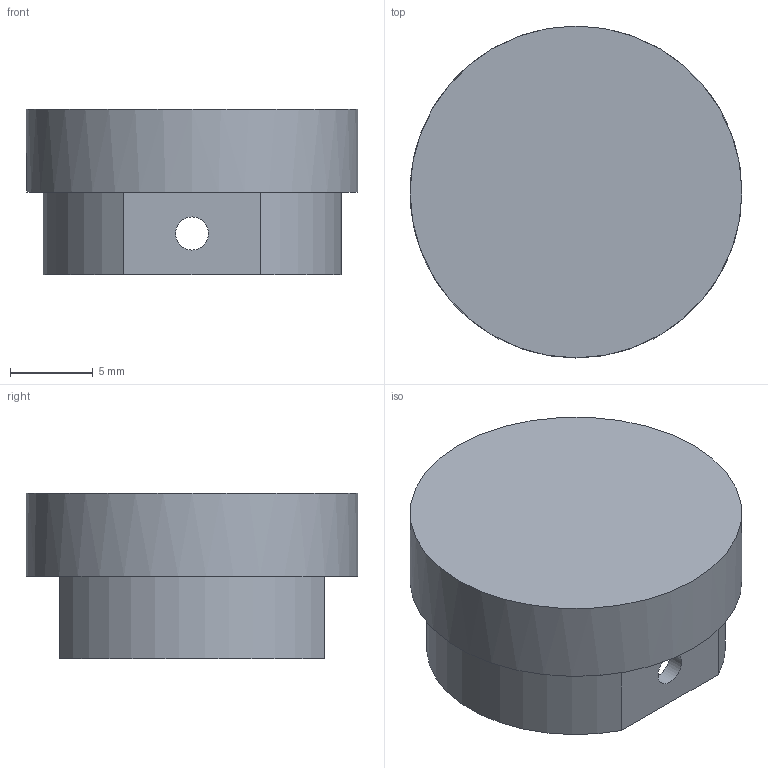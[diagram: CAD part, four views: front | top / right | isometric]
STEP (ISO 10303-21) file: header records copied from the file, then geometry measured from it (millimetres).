
FILE_DESCRIPTION(('FreeCAD Model'),'2;1');
FILE_NAME('Open CASCADE Shape Model','2024-03-29T20:03:12',(''),(''), 'Open CASCADE STEP processor 7.6','FreeCAD','Unknown');
FILE_SCHEMA(('AUTOMOTIVE_DESIGN { 1 0 10303 214 1 1 1 1 }'));
Length unit declared in the file: millimetre
Products named in the file (1): Рабочий поршень
Bounding box: 20 x 20 x 10 mm (x, y, z)
Volume: 1066.9 mm3; surface area: 1667.3 mm2
Topology: 1 solids, 1 shells, 26 faces, 63 edges, 40 vertices
Faces by surface type: cylinder 13, plane 13
Full cylindrical faces by diameter (mm): 2 x2, 20 x1
Entity records: 1632 total; most frequent: CARTESIAN_POINT 300, DIRECTION 263, ORIENTED_EDGE 126, PCURVE 126, DEFINITIONAL_REPRESENTATION 126, LINE 111, VECTOR 111, CIRCLE 64
